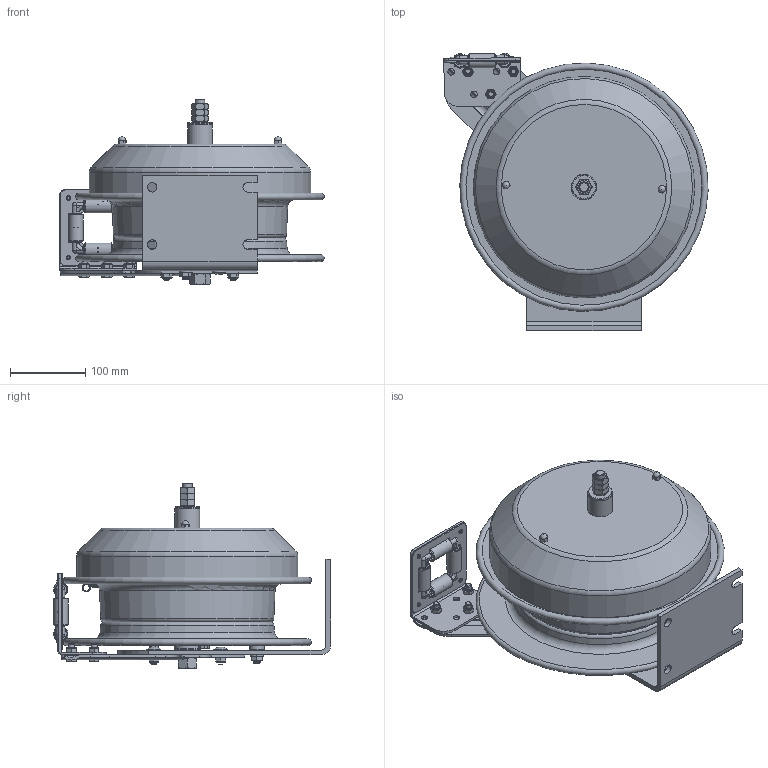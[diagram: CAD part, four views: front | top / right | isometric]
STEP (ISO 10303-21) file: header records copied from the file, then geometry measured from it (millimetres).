
FILE_DESCRIPTION(/* description */ (''),/* implementation_level */ '2;1');
FILE_NAME(/* name */ 'P-WC13L-5006_SHARED.stp',/* time_stamp */ '2020-02-27T09:55:30-07:00',/* author */ ('NMelton'),/* organization */ (''),/* preprocessor_version */ 'ST-DEVELOPER v17',/* originating_system */ 'Autodesk Inventor 2019',/* authorisation */ '');
FILE_SCHEMA (('AUTOMOTIVE_DESIGN { 1 0 10303 214 3 1 1 }'));
Length unit declared in the file: inch
Products named in the file (1): P-WC13L-5006_SHARED
Bounding box: 351.24 x 368.48 x 246.22 mm (x, y, z)
Surface area: 804070.8 mm2 (no closed solid volume)
Topology: 0 solids, 105 shells, 909 faces, 3325 edges, 2445 vertices
Faces by surface type: plane 425, cylinder 251, cone 127, torus 63, sphere 39, bspline 4
Full cylindrical faces by diameter (mm): 4.699 x4, 4.826 x3, 5.556 x4, 5.588 x3, 6.35 x4, 7.137 x2, 7.938 x3, 8.731 x7, 11.43 x3, 12.192 x8, 12.548 x1, 12.7 x3, 15.875 x1, 18.923 x1, 19.05 x5, 28.575 x1, 32.372 x1, 33.02 x2, 34.036 x1, 34.925 x1, 35.052 x1, 294.386 x1
Entity records: 37744 total; most frequent: CARTESIAN_POINT 8543, DIRECTION 6101, ORIENTED_EDGE 5208, EDGE_CURVE 3278, VERTEX_POINT 2445, AXIS2_PLACEMENT_3D 2263, LINE 1575, VECTOR 1575
